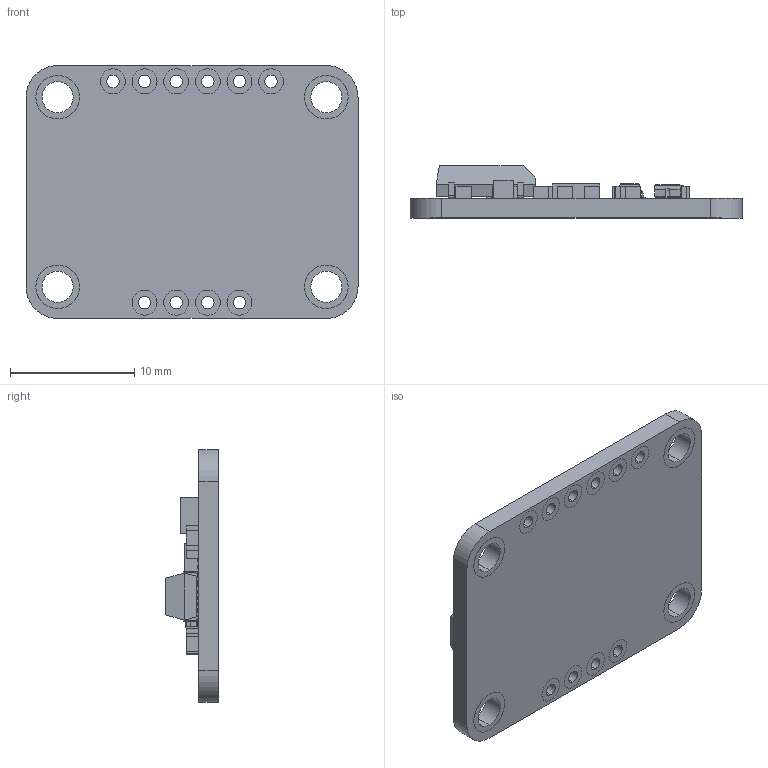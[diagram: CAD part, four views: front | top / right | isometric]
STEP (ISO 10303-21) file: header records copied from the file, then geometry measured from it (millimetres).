
FILE_DESCRIPTION (( 'STEP AP214' ), '1' );
FILE_NAME ('2472.STEP', '2024-01-24T11:26:53', ( 'LENOVO' ), ( '' ), 'SwSTEP 2.0', 'SolidWorks 2021', '' );
FILE_SCHEMA (( 'AUTOMOTIVE_DESIGN' ));
Length unit declared in the file: millimetre
Products named in the file (6): 32.768kHz_32.768kHz; 1N4148_1N4148; 2472_2472; BSS138_BSS138; BNO055_BNO055; 2472
Assembly tree (6 placements, depth 2):
  2472
    2472_2472
    BNO055_BNO055
    BSS138_BSS138  x2
    1N4148_1N4148
    32.768kHz_32.768kHz
Bounding box: 26.67 x 4.23 x 20.32 mm (x, y, z)
Volume: 938.6 mm3; surface area: 2084 mm2
Topology: 107 solids, 107 shells, 936 faces, 2032 edges, 1342 vertices
Faces by surface type: plane 772, cylinder 164
Entity records: 24891 total; most frequent: CARTESIAN_POINT 4089, DIRECTION 3913, ORIENTED_EDGE 3794, EDGE_CURVE 1897, VECTOR 1625, LINE 1625, VERTEX_POINT 1256, AXIS2_PLACEMENT_3D 1144
